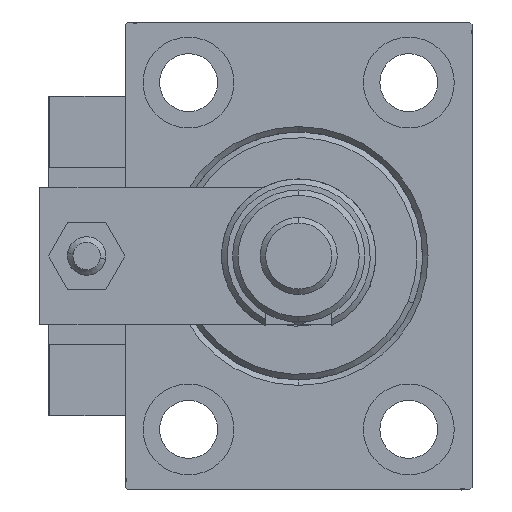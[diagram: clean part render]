
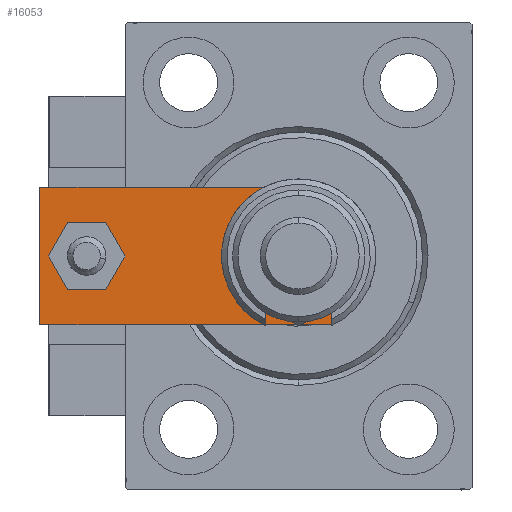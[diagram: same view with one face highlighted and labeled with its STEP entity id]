
A CAD part, left-side view. The second image highlights one B-rep face of the part: STEP entity #16053.
In plain terms, the highlighted face is planar.
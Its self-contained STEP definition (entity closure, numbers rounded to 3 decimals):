
#501 = ORIENTED_EDGE ( 'NONE', *, *, #11743, .T. ) ;
#895 = VECTOR ( 'NONE', #31427, 1000. ) ;
#1096 = LINE ( 'NONE', #34019, #30881 ) ;
#1488 = DIRECTION ( 'NONE',  ( 0., 0., 1. ) ) ;
#2577 = CARTESIAN_POINT ( 'NONE',  ( 4., 51.5, 6. ) ) ;
#2857 = VERTEX_POINT ( 'NONE', #42876 ) ;
#3528 = AXIS2_PLACEMENT_3D ( 'NONE', #11896, #7809, #28481 ) ;
#3809 = VERTEX_POINT ( 'NONE', #52094 ) ;
#5909 = CARTESIAN_POINT ( 'NONE',  ( 0., 13., 6. ) ) ;
#6475 = DIRECTION ( 'NONE',  ( 0.707, -0.707, 0. ) ) ;
#6549 = EDGE_LOOP ( 'NONE', ( #19987, #11352 ) ) ;
#6996 = LINE ( 'NONE', #27936, #45448 ) ;
#7809 = DIRECTION ( 'NONE',  ( 0., 0., 1. ) ) ;
#9479 = EDGE_CURVE ( 'NONE', #44426, #16364, #41347, .T. ) ;
#9712 = DIRECTION ( 'NONE',  ( 0., 0., 1. ) ) ;
#9939 = LINE ( 'NONE', #27067, #15380 ) ;
#9996 = ORIENTED_EDGE ( 'NONE', *, *, #28573, .T. ) ;
#10031 = CARTESIAN_POINT ( 'NONE',  ( 8.25, 13., 6. ) ) ;
#11352 = ORIENTED_EDGE ( 'NONE', *, *, #26220, .F. ) ;
#11743 = EDGE_CURVE ( 'NONE', #16930, #53465, #9939, .T. ) ;
#11896 = CARTESIAN_POINT ( 'NONE',  ( 0., 13., 6. ) ) ;
#13332 = AXIS2_PLACEMENT_3D ( 'NONE', #26496, #1488, #25976 ) ;
#13873 = DIRECTION ( 'NONE',  ( 0.707, 0.707, 0. ) ) ;
#14405 = AXIS2_PLACEMENT_3D ( 'NONE', #24038, #14808, #52081 ) ;
#14808 = DIRECTION ( 'NONE',  ( 0., 0., 1. ) ) ;
#14915 = CARTESIAN_POINT ( 'NONE',  ( 5.5, 0., 6. ) ) ;
#15246 = ORIENTED_EDGE ( 'NONE', *, *, #27048, .F. ) ;
#15380 = VECTOR ( 'NONE', #23262, 1000. ) ;
#15415 = DIRECTION ( 'NONE',  ( 0., 0., 1. ) ) ;
#15835 = EDGE_LOOP ( 'NONE', ( #49910, #18312, #21109, #42024, #9996, #501 ) ) ;
#16053 = ADVANCED_FACE ( 'NONE', ( #45056, #44255, #41231 ), #24116, .T. ) ;
#16057 = CARTESIAN_POINT ( 'NONE',  ( -12.5, 60., 6. ) ) ;
#16364 = VERTEX_POINT ( 'NONE', #2577 ) ;
#16930 = VERTEX_POINT ( 'NONE', #40224 ) ;
#18119 = LINE ( 'NONE', #52108, #895 ) ;
#18312 = ORIENTED_EDGE ( 'NONE', *, *, #52681, .T. ) ;
#19987 = ORIENTED_EDGE ( 'NONE', *, *, #9479, .F. ) ;
#20990 = LINE ( 'NONE', #24786, #39384 ) ;
#21109 = ORIENTED_EDGE ( 'NONE', *, *, #35722, .T. ) ;
#23262 = DIRECTION ( 'NONE',  ( -1., 0., 0. ) ) ;
#23891 = CARTESIAN_POINT ( 'NONE',  ( 12.5, 7., 6. ) ) ;
#24038 = CARTESIAN_POINT ( 'NONE',  ( 0., 51.5, 6. ) ) ;
#24116 = PLANE ( 'NONE',  #43335 ) ;
#24593 = VERTEX_POINT ( 'NONE', #10031 ) ;
#24786 = CARTESIAN_POINT ( 'NONE',  ( -12.5, 0., 6. ) ) ;
#25397 = EDGE_LOOP ( 'NONE', ( #53441, #15246 ) ) ;
#25976 = DIRECTION ( 'NONE',  ( 1., 0., 0. ) ) ;
#26048 = DIRECTION ( 'NONE',  ( 1., 0., 0. ) ) ;
#26220 = EDGE_CURVE ( 'NONE', #16364, #44426, #38523, .T. ) ;
#26496 = CARTESIAN_POINT ( 'NONE',  ( 0., 51.5, 6. ) ) ;
#27048 = EDGE_CURVE ( 'NONE', #24593, #3809, #29487, .T. ) ;
#27067 = CARTESIAN_POINT ( 'NONE',  ( 12.5, 60., 6. ) ) ;
#27936 = CARTESIAN_POINT ( 'NONE',  ( -12.5, 60., 6. ) ) ;
#28481 = DIRECTION ( 'NONE',  ( 1., 0., 0. ) ) ;
#28573 = EDGE_CURVE ( 'NONE', #50279, #16930, #18119, .T. ) ;
#29232 = EDGE_CURVE ( 'NONE', #3809, #24593, #36523, .T. ) ;
#29487 = CIRCLE ( 'NONE', #52113, 8.25 ) ;
#30186 = VECTOR ( 'NONE', #6475, 1000. ) ;
#30881 = VECTOR ( 'NONE', #13873, 1000. ) ;
#31427 = DIRECTION ( 'NONE',  ( 0., 1., 0. ) ) ;
#34019 = CARTESIAN_POINT ( 'NONE',  ( 2.75, -2.75, 6. ) ) ;
#35270 = VERTEX_POINT ( 'NONE', #14915 ) ;
#35579 = DIRECTION ( 'NONE',  ( 0., -1., 0. ) ) ;
#35722 = EDGE_CURVE ( 'NONE', #40194, #35270, #20990, .T. ) ;
#36523 = CIRCLE ( 'NONE', #3528, 8.25 ) ;
#36619 = DIRECTION ( 'NONE',  ( 1., 0., 0. ) ) ;
#37558 = DIRECTION ( 'NONE',  ( 1., 0., 0. ) ) ;
#38027 = EDGE_CURVE ( 'NONE', #53465, #2857, #6996, .T. ) ;
#38523 = CIRCLE ( 'NONE', #13332, 4. ) ;
#38572 = LINE ( 'NONE', #43746, #30186 ) ;
#39384 = VECTOR ( 'NONE', #37558, 1000. ) ;
#40194 = VERTEX_POINT ( 'NONE', #53060 ) ;
#40224 = CARTESIAN_POINT ( 'NONE',  ( 12.5, 60., 6. ) ) ;
#40965 = CARTESIAN_POINT ( 'NONE',  ( 0., 0., 6. ) ) ;
#41231 = FACE_BOUND ( 'NONE', #25397, .T. ) ;
#41347 = CIRCLE ( 'NONE', #14405, 4. ) ;
#42024 = ORIENTED_EDGE ( 'NONE', *, *, #43565, .T. ) ;
#42876 = CARTESIAN_POINT ( 'NONE',  ( -12.5, 7., 6. ) ) ;
#43335 = AXIS2_PLACEMENT_3D ( 'NONE', #40965, #15415, #36619 ) ;
#43565 = EDGE_CURVE ( 'NONE', #35270, #50279, #1096, .T. ) ;
#43746 = CARTESIAN_POINT ( 'NONE',  ( -2.75, -2.75, 6. ) ) ;
#44255 = FACE_OUTER_BOUND ( 'NONE', #15835, .T. ) ;
#44426 = VERTEX_POINT ( 'NONE', #46882 ) ;
#45056 = FACE_BOUND ( 'NONE', #6549, .T. ) ;
#45448 = VECTOR ( 'NONE', #35579, 1000. ) ;
#46882 = CARTESIAN_POINT ( 'NONE',  ( -4., 51.5, 6. ) ) ;
#49910 = ORIENTED_EDGE ( 'NONE', *, *, #38027, .T. ) ;
#50279 = VERTEX_POINT ( 'NONE', #23891 ) ;
#52081 = DIRECTION ( 'NONE',  ( 1., 0., 0. ) ) ;
#52094 = CARTESIAN_POINT ( 'NONE',  ( -8.25, 13., 6. ) ) ;
#52108 = CARTESIAN_POINT ( 'NONE',  ( 12.5, 0., 6. ) ) ;
#52113 = AXIS2_PLACEMENT_3D ( 'NONE', #5909, #9712, #26048 ) ;
#52681 = EDGE_CURVE ( 'NONE', #2857, #40194, #38572, .T. ) ;
#53060 = CARTESIAN_POINT ( 'NONE',  ( -5.5, 0., 6. ) ) ;
#53441 = ORIENTED_EDGE ( 'NONE', *, *, #29232, .F. ) ;
#53465 = VERTEX_POINT ( 'NONE', #16057 ) ;
